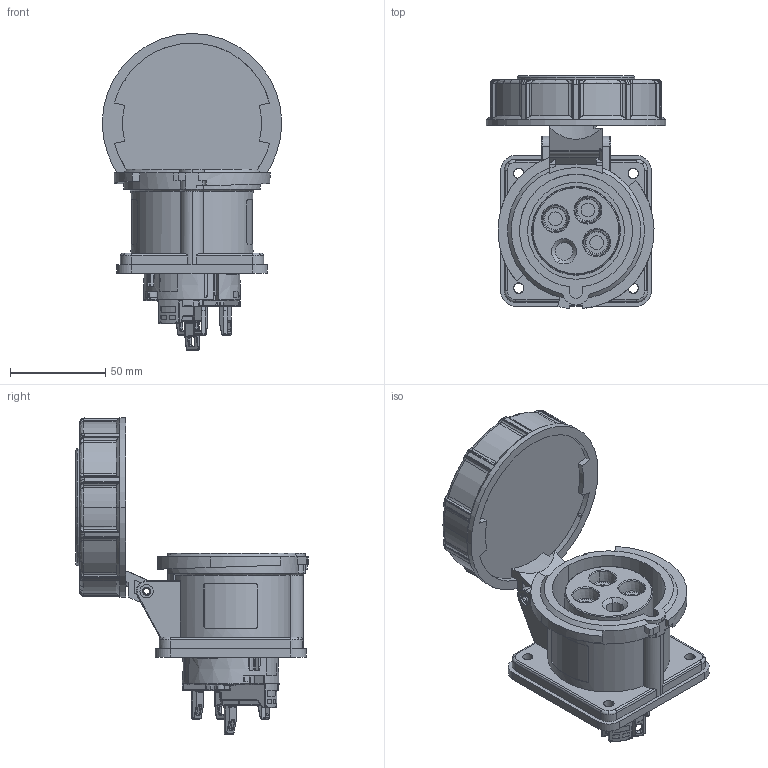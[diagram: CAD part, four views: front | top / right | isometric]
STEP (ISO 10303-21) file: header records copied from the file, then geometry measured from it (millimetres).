
FILE_DESCRIPTION (( 'STEP AP203' ), '1' );
FILE_NAME ('BRY430R7W.step', '2022-08-17T19:50:29', ( '' ), ( '' ), 'SwSTEP 2.0', 'SolidWorks 2021', '' );
FILE_SCHEMA (( 'CONFIG_CONTROL_DESIGN' ));
Length unit declared in the file: millimetre
Products named in the file (1): BRY430R7W
Bounding box: 94 x 121.95 x 166 mm (x, y, z)
Volume: 345947.1 mm3; surface area: 96889.8 mm2
Topology: 4 solids, 11 shells, 2040 faces, 5332 edges, 3325 vertices
Faces by surface type: cylinder 805, plane 588, bspline 295, torus 169, cone 125, sphere 58
Entity records: 73050 total; most frequent: CARTESIAN_POINT 26429, ORIENTED_EDGE 10584, DIRECTION 8586, EDGE_CURVE 5292, VERTEX_POINT 3325, AXIS2_PLACEMENT_3D 3205, VECTOR 2176, LINE 2176
